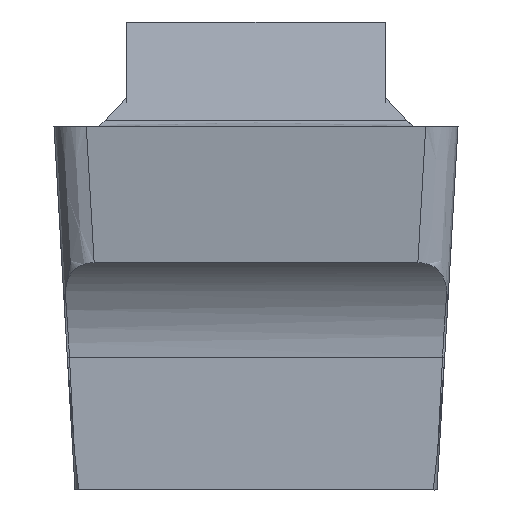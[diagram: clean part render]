
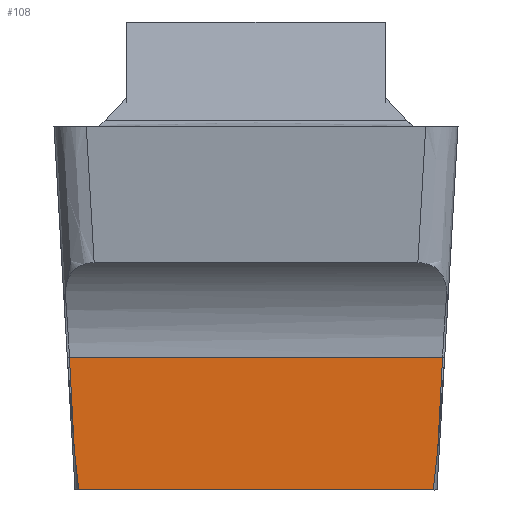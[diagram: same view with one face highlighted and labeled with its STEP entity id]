
A CAD part, front view. The second image highlights one B-rep face of the part: STEP entity #108.
In plain terms, the highlighted planar face has unit normal (0, -1, 0).
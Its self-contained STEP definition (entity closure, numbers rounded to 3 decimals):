
#69=B_SPLINE_CURVE_WITH_KNOTS('',3,(#1256,#1257,#1258,#1259),
 .UNSPECIFIED.,.F.,.F.,(4,4),(0.,1.),.UNSPECIFIED.);
#70=B_SPLINE_CURVE_WITH_KNOTS('',3,(#1261,#1262,#1263,#1264),
 .UNSPECIFIED.,.F.,.F.,(4,4),(0.,1.),.UNSPECIFIED.);
#71=B_SPLINE_CURVE_WITH_KNOTS('',3,(#1268,#1269,#1270,#1271),
 .UNSPECIFIED.,.F.,.F.,(4,4),(0.,1.),.UNSPECIFIED.);
#72=B_SPLINE_CURVE_WITH_KNOTS('',3,(#1273,#1274,#1275,#1276),
 .UNSPECIFIED.,.F.,.F.,(4,4),(0.,1.),.UNSPECIFIED.);
#108=ADVANCED_FACE('SIDE_IB_1_SU3',(#168),#143,.F.);
#143=PLANE('',#795);
#168=FACE_OUTER_BOUND('',#208,.T.);
#208=EDGE_LOOP('',(#285,#286,#287,#288,#289,#290));
#285=ORIENTED_EDGE('',*,*,#569,.F.);
#286=ORIENTED_EDGE('',*,*,#570,.T.);
#287=ORIENTED_EDGE('',*,*,#571,.F.);
#288=ORIENTED_EDGE('',*,*,#572,.T.);
#289=ORIENTED_EDGE('',*,*,#573,.F.);
#290=ORIENTED_EDGE('',*,*,#541,.F.);
#469=VERTEX_POINT('',#960);
#470=VERTEX_POINT('',#962);
#491=VERTEX_POINT('',#1260);
#492=VERTEX_POINT('',#1265);
#493=VERTEX_POINT('',#1267);
#494=VERTEX_POINT('',#1272);
#541=EDGE_CURVE('',#469,#470,#649,.T.);
#569=EDGE_CURVE('',#491,#469,#69,.T.);
#570=EDGE_CURVE('',#491,#492,#70,.T.);
#571=EDGE_CURVE('',#493,#492,#657,.T.);
#572=EDGE_CURVE('',#493,#494,#71,.T.);
#573=EDGE_CURVE('',#470,#494,#72,.T.);
#649=LINE('',#961,#699);
#657=LINE('',#1266,#707);
#699=VECTOR('',#826,1.);
#707=VECTOR('',#840,1.);
#795=AXIS2_PLACEMENT_3D('',#1277,#841,#842);
#826=DIRECTION('',(-1.,0.,0.));
#840=DIRECTION('',(1.,0.,0.));
#841=DIRECTION('',(0.,1.,0.));
#842=DIRECTION('',(0.,0.,1.));
#960=CARTESIAN_POINT('',(2.194,-12.342,-4.495));
#961=CARTESIAN_POINT('',(-1.92,-12.342,-4.495));
#962=CARTESIAN_POINT('',(-2.194,-12.342,-4.495));
#1256=CARTESIAN_POINT('',(2.248,-12.342,-4.006));
#1257=CARTESIAN_POINT('',(2.232,-12.342,-4.17));
#1258=CARTESIAN_POINT('',(2.214,-12.342,-4.333));
#1259=CARTESIAN_POINT('',(2.194,-12.342,-4.495));
#1260=CARTESIAN_POINT('',(2.248,-12.342,-4.006));
#1261=CARTESIAN_POINT('',(2.248,-12.342,-4.006));
#1262=CARTESIAN_POINT('',(2.268,-12.342,-3.621));
#1263=CARTESIAN_POINT('',(2.288,-12.342,-3.236));
#1264=CARTESIAN_POINT('',(2.308,-12.342,-2.851));
#1265=CARTESIAN_POINT('',(2.308,-12.342,-2.851));
#1266=CARTESIAN_POINT('',(5.,-12.342,-2.851));
#1267=CARTESIAN_POINT('',(-2.308,-12.342,-2.851));
#1268=CARTESIAN_POINT('',(-2.308,-12.342,-2.851));
#1269=CARTESIAN_POINT('',(-2.288,-12.342,-3.236));
#1270=CARTESIAN_POINT('',(-2.268,-12.342,-3.621));
#1271=CARTESIAN_POINT('',(-2.248,-12.342,-4.006));
#1272=CARTESIAN_POINT('',(-2.248,-12.342,-4.006));
#1273=CARTESIAN_POINT('',(-2.194,-12.342,-4.495));
#1274=CARTESIAN_POINT('',(-2.214,-12.342,-4.333));
#1275=CARTESIAN_POINT('',(-2.232,-12.342,-4.17));
#1276=CARTESIAN_POINT('',(-2.248,-12.342,-4.006));
#1277=CARTESIAN_POINT('',(-1.92,-12.342,-5.995));
